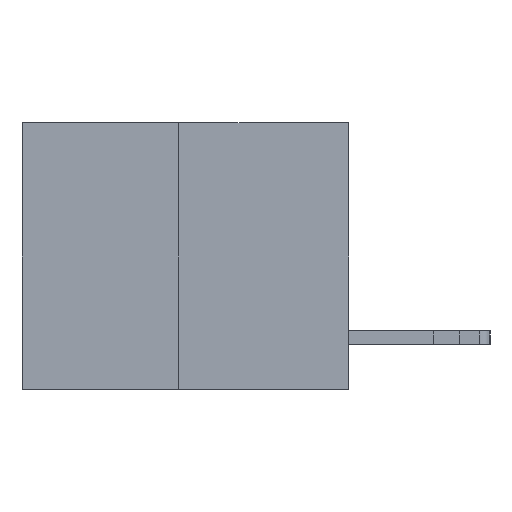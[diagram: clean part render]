
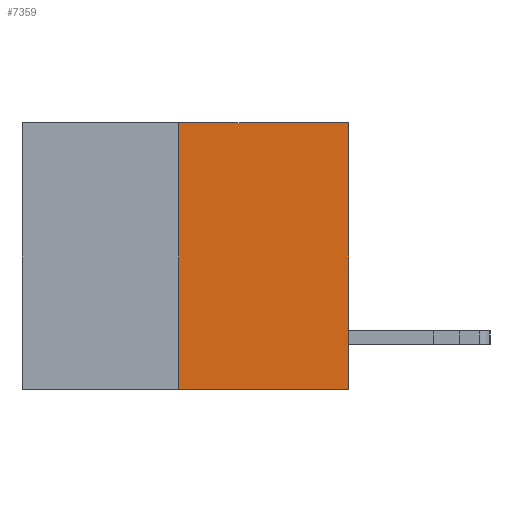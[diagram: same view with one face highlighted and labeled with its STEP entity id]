
A CAD part, left-side view. The second image highlights one B-rep face of the part: STEP entity #7359.
In plain terms, the highlighted planar face has unit normal (-1, 0, 0).
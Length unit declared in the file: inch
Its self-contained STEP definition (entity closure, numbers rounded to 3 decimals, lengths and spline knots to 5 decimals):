
#32 = PLANE ( 'NONE',  #567 ) ;
#567 = AXIS2_PLACEMENT_3D ( 'NONE', #11964, #2031, #3640 ) ;
#664 = VECTOR ( 'NONE', #2153, 39.37008 ) ;
#976 = VERTEX_POINT ( 'NONE', #25555 ) ;
#1838 = LINE ( 'NONE', #21211, #23071 ) ;
#2031 = DIRECTION ( 'NONE',  ( 1., 0., 0. ) ) ;
#2036 = CARTESIAN_POINT ( 'NONE',  ( 0., 0.312, -0.49 ) ) ;
#2153 = DIRECTION ( 'NONE',  ( 0., -1., 0. ) ) ;
#3033 = EDGE_CURVE ( 'NONE', #14425, #976, #12840, .T. ) ;
#3282 = ORIENTED_EDGE ( 'NONE', *, *, #17207, .F. ) ;
#3640 = DIRECTION ( 'NONE',  ( 0., 0., -1. ) ) ;
#4351 = ORIENTED_EDGE ( 'NONE', *, *, #9102, .T. ) ;
#6331 = CARTESIAN_POINT ( 'NONE',  ( 0., 0.312, -0.49 ) ) ;
#7182 = DIRECTION ( 'NONE',  ( 0., -1., 0. ) ) ;
#7359 = ADVANCED_FACE ( 'NONE', ( #25276 ), #32, .F. ) ;
#7444 = VECTOR ( 'NONE', #22374, 39.37008 ) ;
#9102 = EDGE_CURVE ( 'NONE', #976, #11004, #25505, .T. ) ;
#9599 = EDGE_LOOP ( 'NONE', ( #3282, #10856, #4351, #20745 ) ) ;
#10020 = CARTESIAN_POINT ( 'NONE',  ( 0., 0.6, -0.49 ) ) ;
#10856 = ORIENTED_EDGE ( 'NONE', *, *, #3033, .T. ) ;
#11004 = VERTEX_POINT ( 'NONE', #14355 ) ;
#11964 = CARTESIAN_POINT ( 'NONE',  ( 0., 0.6, 0. ) ) ;
#12033 = VERTEX_POINT ( 'NONE', #21584 ) ;
#12840 = LINE ( 'NONE', #10020, #664 ) ;
#14355 = CARTESIAN_POINT ( 'NONE',  ( 0., 0., 0. ) ) ;
#14425 = VERTEX_POINT ( 'NONE', #2036 ) ;
#17079 = VECTOR ( 'NONE', #23503, 39.37008 ) ;
#17207 = EDGE_CURVE ( 'NONE', #14425, #12033, #19322, .T. ) ;
#17658 = EDGE_CURVE ( 'NONE', #12033, #11004, #1838, .T. ) ;
#19322 = LINE ( 'NONE', #6331, #7444 ) ;
#20745 = ORIENTED_EDGE ( 'NONE', *, *, #17658, .F. ) ;
#21211 = CARTESIAN_POINT ( 'NONE',  ( 0., 0.6, 0. ) ) ;
#21407 = CARTESIAN_POINT ( 'NONE',  ( 0., 0., 0. ) ) ;
#21584 = CARTESIAN_POINT ( 'NONE',  ( 0., 0.312, 0. ) ) ;
#22374 = DIRECTION ( 'NONE',  ( 0., 0., 1. ) ) ;
#23071 = VECTOR ( 'NONE', #7182, 39.37008 ) ;
#23503 = DIRECTION ( 'NONE',  ( 0., 0., 1. ) ) ;
#25276 = FACE_OUTER_BOUND ( 'NONE', #9599, .T. ) ;
#25505 = LINE ( 'NONE', #21407, #17079 ) ;
#25555 = CARTESIAN_POINT ( 'NONE',  ( 0., 0., -0.49 ) ) ;
